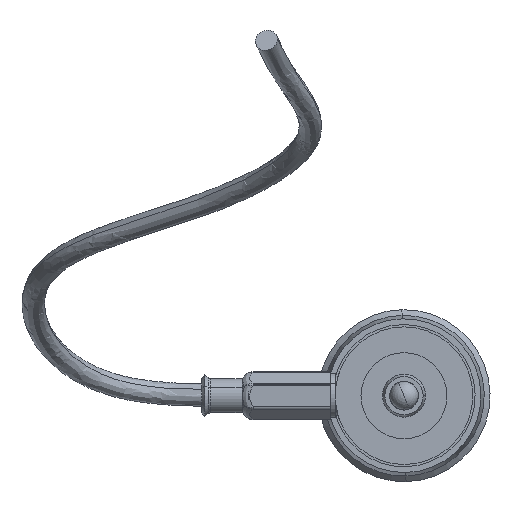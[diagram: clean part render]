
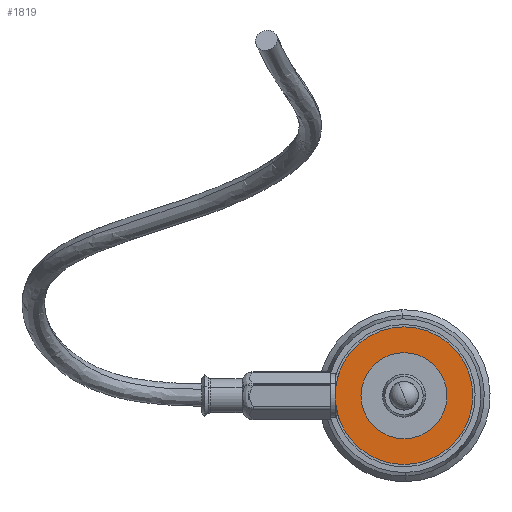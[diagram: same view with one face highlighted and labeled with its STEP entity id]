
A CAD part, front view. The second image highlights one B-rep face of the part: STEP entity #1819.
In plain terms, the highlighted planar face has unit normal (0, -1, 0).
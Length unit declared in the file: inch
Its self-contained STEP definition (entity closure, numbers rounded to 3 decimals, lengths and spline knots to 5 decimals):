
#1752 = VERTEX_POINT ( 'NONE', #6526 ) ;
#1756 = VERTEX_POINT ( 'NONE', #6516 ) ;
#1757 = ORIENTED_EDGE ( 'NONE', *, *, #1785, .F. ) ;
#1758 = ORIENTED_EDGE ( 'NONE', *, *, #1759, .F. ) ;
#1759 = EDGE_CURVE ( 'NONE', #1772, #1773, #6580, .T. ) ;
#1772 = VERTEX_POINT ( 'NONE', #6555 ) ;
#1773 = VERTEX_POINT ( 'NONE', #6554 ) ;
#1785 = EDGE_CURVE ( 'NONE', #1773, #1772, #6599, .T. ) ;
#1799 = ORIENTED_EDGE ( 'NONE', *, *, #1809, .T. ) ;
#1800 = ORIENTED_EDGE ( 'NONE', *, *, #1805, .T. ) ;
#1801 = EDGE_LOOP ( 'NONE', ( #1800, #1799 ) ) ;
#1805 = EDGE_CURVE ( 'NONE', #1752, #1756, #6629, .T. ) ;
#1809 = EDGE_CURVE ( 'NONE', #1756, #1752, #6617, .T. ) ;
#1819 = ADVANCED_FACE ( 'NONE', ( #6679, #6678 ), #6677, .T. ) ;
#1820 = EDGE_LOOP ( 'NONE', ( #1757, #1758 ) ) ;
#6516 = CARTESIAN_POINT ( 'NONE',  ( 0., 0.825, 0.3 ) ) ;
#6526 = CARTESIAN_POINT ( 'NONE',  ( 0., 0.825, -0.3 ) ) ;
#6554 = CARTESIAN_POINT ( 'NONE',  ( 0., 0.825, -0.1874 ) ) ;
#6555 = CARTESIAN_POINT ( 'NONE',  ( 0., 0.825, 0.1874 ) ) ;
#6576 = DIRECTION ( 'NONE',  ( 0., 0., -1. ) ) ;
#6577 = DIRECTION ( 'NONE',  ( 0., -1., 0. ) ) ;
#6578 = CARTESIAN_POINT ( 'NONE',  ( 0., 0.825, 0. ) ) ;
#6579 = AXIS2_PLACEMENT_3D ( 'NONE', #6578, #6577, #6576 ) ;
#6580 = CIRCLE ( 'NONE', #6579, 0.1874 ) ;
#6591 = DIRECTION ( 'NONE',  ( 0., 0., -1. ) ) ;
#6592 = DIRECTION ( 'NONE',  ( 0., -1., 0. ) ) ;
#6593 = CARTESIAN_POINT ( 'NONE',  ( 0., 0.825, 0. ) ) ;
#6594 = AXIS2_PLACEMENT_3D ( 'NONE', #6593, #6592, #6591 ) ;
#6599 = CIRCLE ( 'NONE', #6594, 0.1874 ) ;
#6614 = DIRECTION ( 'NONE',  ( 0., 0., -1. ) ) ;
#6615 = DIRECTION ( 'NONE',  ( 0., -1., 0. ) ) ;
#6616 = AXIS2_PLACEMENT_3D ( 'NONE', #6622, #6615, #6614 ) ;
#6617 = CIRCLE ( 'NONE', #6616, 0.3 ) ;
#6622 = CARTESIAN_POINT ( 'NONE',  ( 0., 0.825, 0. ) ) ;
#6625 = DIRECTION ( 'NONE',  ( 0., 0., -1. ) ) ;
#6626 = DIRECTION ( 'NONE',  ( 0., -1., 0. ) ) ;
#6627 = CARTESIAN_POINT ( 'NONE',  ( 0., 0.825, 0. ) ) ;
#6628 = AXIS2_PLACEMENT_3D ( 'NONE', #6627, #6626, #6625 ) ;
#6629 = CIRCLE ( 'NONE', #6628, 0.3 ) ;
#6673 = DIRECTION ( 'NONE',  ( 0., 0., -1. ) ) ;
#6674 = DIRECTION ( 'NONE',  ( 0., -1., 0. ) ) ;
#6675 = CARTESIAN_POINT ( 'NONE',  ( 0., 0.825, 0. ) ) ;
#6676 = AXIS2_PLACEMENT_3D ( 'NONE', #6675, #6674, #6673 ) ;
#6677 = PLANE ( 'NONE',  #6676 ) ;
#6678 = FACE_OUTER_BOUND ( 'NONE', #1801, .T. ) ;
#6679 = FACE_BOUND ( 'NONE', #1820, .T. ) ;
